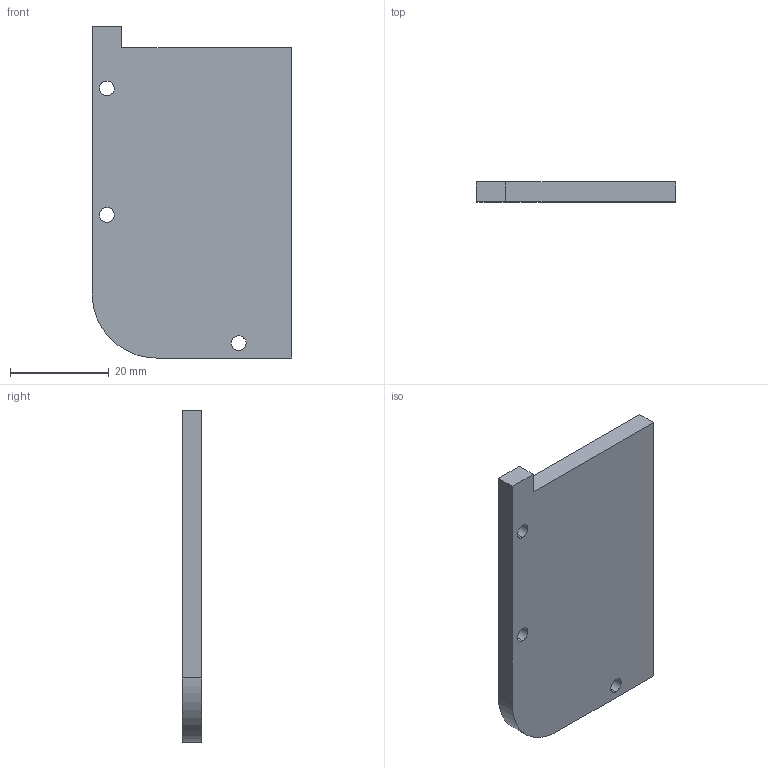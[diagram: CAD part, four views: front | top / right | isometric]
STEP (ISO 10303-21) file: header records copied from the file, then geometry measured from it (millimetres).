
FILE_DESCRIPTION (( 'STEP AP214' ), '1' );
FILE_NAME ('1507-A.STEP', '2015-03-20T15:12:27', ( '' ), ( '' ), 'SwSTEP 2.0', 'SolidWorks 2014', '' );
FILE_SCHEMA (( 'AUTOMOTIVE_DESIGN' ));
Length unit declared in the file: millimetre
Products named in the file (1): 1507-A
Bounding box: 40.5 x 4 x 67.39 mm (x, y, z)
Volume: 10081.6 mm3; surface area: 5994.5 mm2
Topology: 1 solids, 1 shells, 15 faces, 39 edges, 26 vertices
Faces by surface type: plane 8, bspline 7
Entity records: 613 total; most frequent: CARTESIAN_POINT 244, ORIENTED_EDGE 78, DIRECTION 43, EDGE_CURVE 39, VERTEX_POINT 26, LINE 25, VECTOR 25, EDGE_LOOP 21
